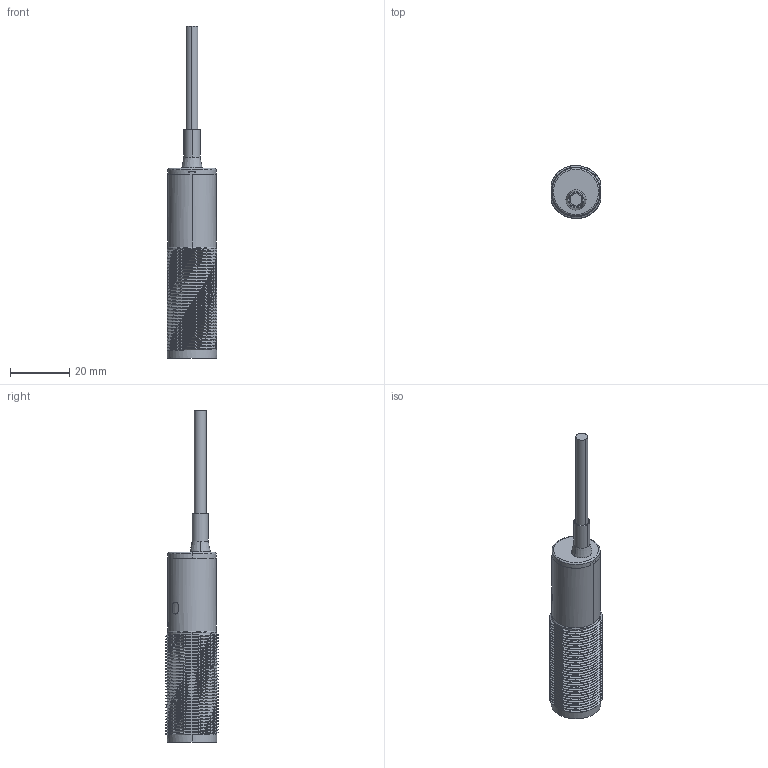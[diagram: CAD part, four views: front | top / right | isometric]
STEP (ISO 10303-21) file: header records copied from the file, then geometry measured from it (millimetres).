
FILE_DESCRIPTION((''),'2;1');
FILE_NAME('165913_ASM','2017-09-07T',('pdmadmin'),('BANNER ENGINEERING'),'CREO PARAMETRIC BY PTC INC, 2016260','CREO PARAMETRIC BY PTC INC, 2016260','');
FILE_SCHEMA(('CONFIG_CONTROL_DESIGN'));
Products named in the file (15): MP_S18-2_BARREL_REV2_NON-PD_1P; 165565; 165562_ASM; 194044; 195276; 118171_ASSY-166748_AF0; 194717; 194717_FORMED; 196740_AF0; 188793_AF2; 188793_AF0; 188793_AF1; 194045_AF0_ASM; 164109; 165913_ASM
Assembly tree (14 placements, depth 3):
  165913_ASM
    165562_ASM
      MP_S18-2_BARREL_REV2_NON-PD_1P
      165565
    194045_AF0_ASM
      194044
      195276
      118171_ASSY-166748_AF0
      194717
      194717_FORMED
      196740_AF0
      188793_AF2
      188793_AF0
      188793_AF1
    164109
Bounding box: 16.74 x 17.88 x 112 mm (x, y, z)
Volume: 7905.3 mm3; surface area: 14314.7 mm2
Topology: 8 solids, 8 shells, 711 faces, 1714 edges, 1026 vertices
Faces by surface type: bspline 236, plane 228, cylinder 197, cone 30, torus 10, extrusion 8, sphere 2
Entity records: 86888 total; most frequent: CARTESIAN_POINT 71994, ORIENTED_EDGE 3420, DIRECTION 2330, EDGE_CURVE 1710, VERTEX_POINT 1026, AXIS2_PLACEMENT_3D 828, EDGE_LOOP 750, B_SPLINE_CURVE_WITH_KNOTS 731
